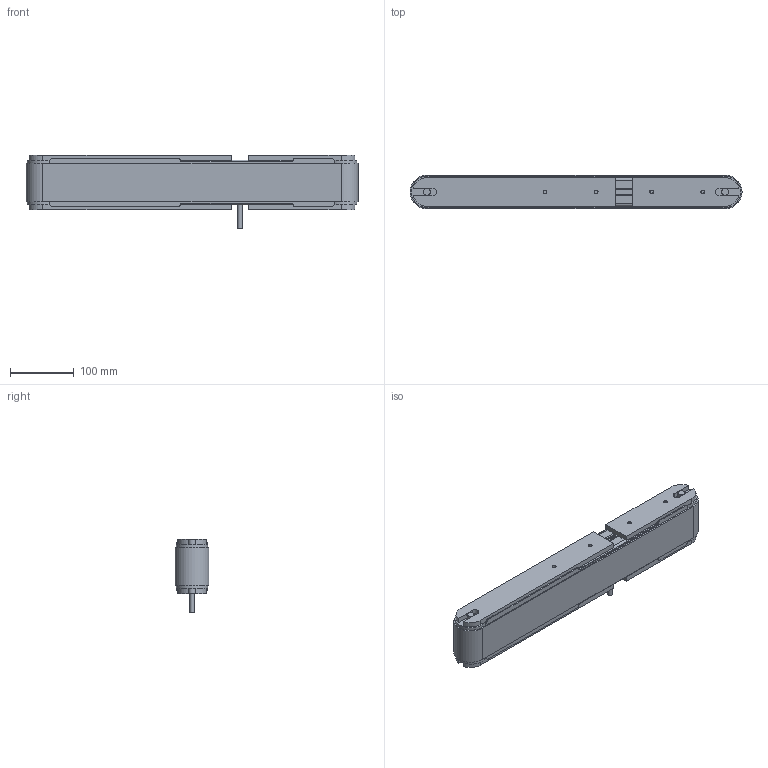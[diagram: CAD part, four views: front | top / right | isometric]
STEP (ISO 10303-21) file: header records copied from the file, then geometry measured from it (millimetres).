
FILE_DESCRIPTION( ( 'STEP AP214' ), '1' );
FILE_NAME( '95300-010047060X520.stp', '2021-12-09T13:30:42', ( 'License CC BY-ND 4.0' ), ( 'CADENAS' ), ' ', 'PARTsolutions', ' ' );
FILE_SCHEMA( ( 'AUTOMOTIVE_DESIGN { 1 0 10303 214 1 1 1 1 }' ) );
Length unit declared in the file: millimetre
Products named in the file (1): _95300-010047060X520
Bounding box: 520 x 53 x 115.75 mm (x, y, z)
Volume: 1371944.3 mm3; surface area: 345382.6 mm2
Topology: 1 solids, 1 shells, 240 faces, 716 edges, 454 vertices
Faces by surface type: plane 132, cylinder 97, cone 11
Full cylindrical faces by diameter (mm): 4.917 x8, 7 x1, 11.8 x4, 49 x2
Entity records: 9922 total; most frequent: DIRECTION 1392, CARTESIAN_POINT 1383, ORIENTED_EDGE 1378, EDGE_CURVE 689, LINE 468, VECTOR 468, AXIS2_PLACEMENT_3D 462, VERTEX_POINT 453
